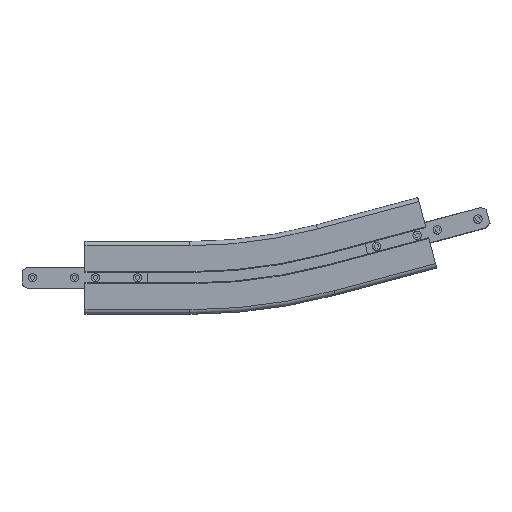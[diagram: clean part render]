
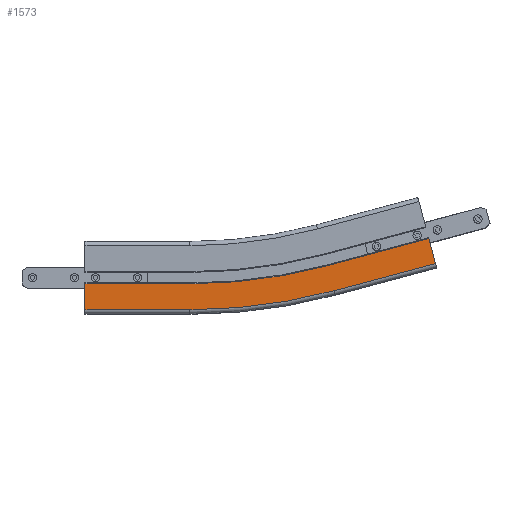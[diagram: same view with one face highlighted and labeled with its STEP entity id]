
A CAD part, top view. The second image highlights one B-rep face of the part: STEP entity #1573.
In plain terms, the highlighted planar face has unit normal (0, 0, 1).
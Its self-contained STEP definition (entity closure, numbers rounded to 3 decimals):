
#1573=ADVANCED_FACE('',(#3889),#3890,.T.);
#3889=FACE_OUTER_BOUND('',#7015,.T.);
#3890=PLANE('',#7016);
#7015=EDGE_LOOP('',(#11663,#11664,#11665,#11666,#11667,#11668,#11669,#11670));
#7016=AXIS2_PLACEMENT_3D('',#11671,#11672,#11673);
#11663=ORIENTED_EDGE('',*,*,#19540,.T.);
#11664=ORIENTED_EDGE('',*,*,#19321,.F.);
#11665=ORIENTED_EDGE('',*,*,#19244,.T.);
#11666=ORIENTED_EDGE('',*,*,#19538,.F.);
#11667=ORIENTED_EDGE('',*,*,#19541,.T.);
#11668=ORIENTED_EDGE('',*,*,#19542,.T.);
#11669=ORIENTED_EDGE('',*,*,#19250,.F.);
#11670=ORIENTED_EDGE('',*,*,#19401,.T.);
#11671=CARTESIAN_POINT('',(234.107,-40.494,120.0));
#11672=DIRECTION('',(0.0,0.0,1.0));
#11673=DIRECTION('',(0.259,-0.966,0.0));
#19244=EDGE_CURVE('',#23273,#23271,#23274,.T.);
#19250=EDGE_CURVE('',#23281,#23279,#23283,.T.);
#19321=EDGE_CURVE('',#23273,#23384,#23388,.T.);
#19401=EDGE_CURVE('',#23281,#23502,#23504,.T.);
#19538=EDGE_CURVE('',#23684,#23271,#23686,.T.);
#19540=EDGE_CURVE('',#23502,#23384,#23688,.T.);
#19541=EDGE_CURVE('',#23684,#23689,#23690,.T.);
#19542=EDGE_CURVE('',#23689,#23279,#23691,.T.);
#23271=VERTEX_POINT('',#28926);
#23273=VERTEX_POINT('',#28929);
#23274=CIRCLE('',#28930,505.8);
#23279=VERTEX_POINT('',#28936);
#23281=VERTEX_POINT('',#28938);
#23283=CIRCLE('',#28940,530.5);
#23384=VERTEX_POINT('',#29069);
#23388=LINE('',#29075,#29076);
#23502=VERTEX_POINT('',#29243);
#23504=LINE('',#29245,#29246);
#23684=VERTEX_POINT('',#29518);
#23686=LINE('',#29521,#29522);
#23688=LINE('',#29524,#29525);
#23689=VERTEX_POINT('',#29526);
#23690=LINE('',#29527,#29528);
#23691=LINE('',#29529,#29530);
#28926=CARTESIAN_POINT('',(100.,-45.8,120.0));
#28929=CARTESIAN_POINT('',(230.911,-28.565,120.0));
#28930=AXIS2_PLACEMENT_3D('',#35690,#35691,#35692);
#28936=CARTESIAN_POINT('',(100.,-70.5,120.0));
#28938=CARTESIAN_POINT('',(237.304,-52.424,120.0));
#28940=AXIS2_PLACEMENT_3D('',#35703,#35704,#35705);
#29069=CARTESIAN_POINT('',(327.503,-2.683,120.0));
#29075=CARTESIAN_POINT('',(230.911,-28.565,120.0));
#29076=VECTOR('',#35790,1.0);
#29243=CARTESIAN_POINT('',(333.896,-26.542,120.0));
#29245=CARTESIAN_POINT('',(237.304,-52.424,120.0));
#29246=VECTOR('',#35856,1.0);
#29518=CARTESIAN_POINT('',(0.0,-45.8,120.0));
#29521=CARTESIAN_POINT('',(0.0,-45.8,120.0));
#29522=VECTOR('',#35965,1.0);
#29524=CARTESIAN_POINT('',(327.503,-2.683,120.0));
#29525=VECTOR('',#35966,1.0);
#29526=CARTESIAN_POINT('',(0.0,-70.5,120.0));
#29527=CARTESIAN_POINT('',(0.0,-45.8,120.0));
#29528=VECTOR('',#35967,1.0);
#29529=CARTESIAN_POINT('',(0.0,-70.5,120.0));
#29530=VECTOR('',#35968,1.0);
#35690=CARTESIAN_POINT('',(100.0,460.0,120.0));
#35691=DIRECTION('',(0.0,0.0,-1.0));
#35692=DIRECTION('',(0.259,-0.966,0.0));
#35703=CARTESIAN_POINT('',(100.0,460.0,120.0));
#35704=DIRECTION('',(0.0,0.0,-1.0));
#35705=DIRECTION('',(0.259,-0.966,0.0));
#35790=DIRECTION('',(0.966,0.259,0.0));
#35856=DIRECTION('',(0.966,0.259,0.0));
#35965=DIRECTION('',(1.0,0.0,0.0));
#35966=DIRECTION('',(-0.259,0.966,0.0));
#35967=DIRECTION('',(0.0,-1.0,0.0));
#35968=DIRECTION('',(1.0,0.0,0.0));
